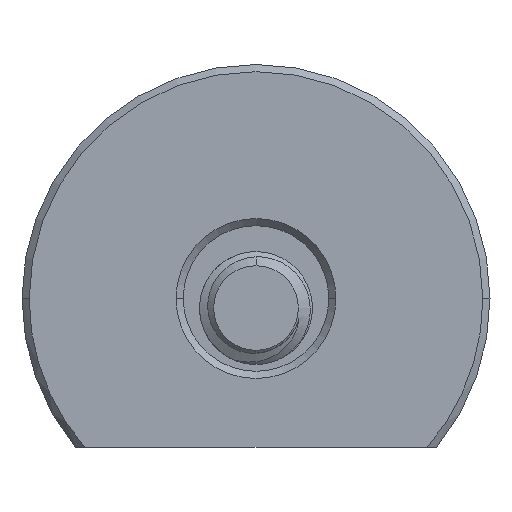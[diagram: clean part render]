
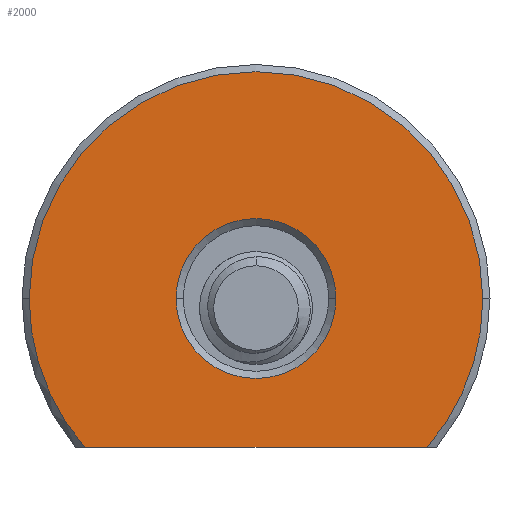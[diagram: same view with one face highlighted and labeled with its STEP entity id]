
A CAD part, front view. The second image highlights one B-rep face of the part: STEP entity #2000.
In plain terms, the highlighted face is planar.
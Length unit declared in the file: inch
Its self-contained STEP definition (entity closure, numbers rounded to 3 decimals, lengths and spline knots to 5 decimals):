
#101 = DIRECTION ( 'NONE',  ( 1., 0., 0. ) ) ;
#125 = CARTESIAN_POINT ( 'NONE',  ( 0., 0., 0.1 ) ) ;
#229 = CARTESIAN_POINT ( 'NONE',  ( -0.35816, 0.312, 0.1 ) ) ;
#246 = FACE_OUTER_BOUND ( 'NONE', #1745, .T. ) ;
#366 = VERTEX_POINT ( 'NONE', #2841 ) ;
#376 = AXIS2_PLACEMENT_3D ( 'NONE', #770, #2344, #2995 ) ;
#415 = CARTESIAN_POINT ( 'NONE',  ( 0., 0., 0.1 ) ) ;
#450 = DIRECTION ( 'NONE',  ( 0., 0., 1. ) ) ;
#614 = EDGE_LOOP ( 'NONE', ( #1644, #699 ) ) ;
#639 = ORIENTED_EDGE ( 'NONE', *, *, #3531, .T. ) ;
#662 = AXIS2_PLACEMENT_3D ( 'NONE', #3613, #3655, #1028 ) ;
#688 = EDGE_CURVE ( 'NONE', #1149, #366, #3014, .T. ) ;
#699 = ORIENTED_EDGE ( 'NONE', *, *, #2439, .T. ) ;
#770 = CARTESIAN_POINT ( 'NONE',  ( 0., 0., 0.1 ) ) ;
#783 = CIRCLE ( 'NONE', #376, 0.475 ) ;
#847 = CIRCLE ( 'NONE', #2199, 0.475 ) ;
#1028 = DIRECTION ( 'NONE',  ( 1., 0., 0. ) ) ;
#1067 = CARTESIAN_POINT ( 'NONE',  ( 0.475, 0., 0.1 ) ) ;
#1093 = DIRECTION ( 'NONE',  ( 0., 0., 1. ) ) ;
#1133 = CARTESIAN_POINT ( 'NONE',  ( 0., 0., 0.1 ) ) ;
#1149 = VERTEX_POINT ( 'NONE', #3283 ) ;
#1247 = EDGE_CURVE ( 'NONE', #3390, #2690, #2573, .T. ) ;
#1334 = CIRCLE ( 'NONE', #662, 0.475 ) ;
#1407 = AXIS2_PLACEMENT_3D ( 'NONE', #1133, #1093, #3694 ) ;
#1492 = DIRECTION ( 'NONE',  ( 1., 0., 0. ) ) ;
#1644 = ORIENTED_EDGE ( 'NONE', *, *, #688, .T. ) ;
#1745 = EDGE_LOOP ( 'NONE', ( #3919, #4022, #639, #3848 ) ) ;
#1853 = VERTEX_POINT ( 'NONE', #1067 ) ;
#1863 = FACE_BOUND ( 'NONE', #614, .T. ) ;
#1982 = AXIS2_PLACEMENT_3D ( 'NONE', #125, #450, #101 ) ;
#2000 = ADVANCED_FACE ( 'NONE', ( #1863, #246 ), #3453, .F. ) ;
#2087 = DIRECTION ( 'NONE',  ( 0., 0., -1. ) ) ;
#2173 = CARTESIAN_POINT ( 'NONE',  ( 0., 0., 0.1 ) ) ;
#2199 = AXIS2_PLACEMENT_3D ( 'NONE', #415, #2087, #3681 ) ;
#2271 = EDGE_CURVE ( 'NONE', #3390, #1853, #1334, .T. ) ;
#2344 = DIRECTION ( 'NONE',  ( 0., 0., -1. ) ) ;
#2439 = EDGE_CURVE ( 'NONE', #366, #1149, #2639, .T. ) ;
#2573 = LINE ( 'NONE', #3478, #3486 ) ;
#2639 = CIRCLE ( 'NONE', #1407, 0.1675 ) ;
#2690 = VERTEX_POINT ( 'NONE', #229 ) ;
#2841 = CARTESIAN_POINT ( 'NONE',  ( 0.1675, 0., 0.1 ) ) ;
#2995 = DIRECTION ( 'NONE',  ( 1., 0., 0. ) ) ;
#3014 = CIRCLE ( 'NONE', #1982, 0.1675 ) ;
#3141 = DIRECTION ( 'NONE',  ( 0., 0., 1. ) ) ;
#3283 = CARTESIAN_POINT ( 'NONE',  ( -0.1675, 0., 0.1 ) ) ;
#3327 = CARTESIAN_POINT ( 'NONE',  ( 0.35816, 0.312, 0.1 ) ) ;
#3390 = VERTEX_POINT ( 'NONE', #3327 ) ;
#3453 = PLANE ( 'NONE',  #3527 ) ;
#3478 = CARTESIAN_POINT ( 'NONE',  ( 0.37783, 0.312, 0.1 ) ) ;
#3486 = VECTOR ( 'NONE', #3546, 39.37008 ) ;
#3527 = AXIS2_PLACEMENT_3D ( 'NONE', #2173, #3141, #1492 ) ;
#3531 = EDGE_CURVE ( 'NONE', #1853, #3841, #847, .T. ) ;
#3534 = CARTESIAN_POINT ( 'NONE',  ( -0.475, 0., 0.1 ) ) ;
#3542 = EDGE_CURVE ( 'NONE', #3841, #2690, #783, .T. ) ;
#3546 = DIRECTION ( 'NONE',  ( -1., 0., 0. ) ) ;
#3613 = CARTESIAN_POINT ( 'NONE',  ( 0., 0., 0.1 ) ) ;
#3655 = DIRECTION ( 'NONE',  ( 0., 0., -1. ) ) ;
#3681 = DIRECTION ( 'NONE',  ( 1., 0., 0. ) ) ;
#3694 = DIRECTION ( 'NONE',  ( 1., 0., 0. ) ) ;
#3841 = VERTEX_POINT ( 'NONE', #3534 ) ;
#3848 = ORIENTED_EDGE ( 'NONE', *, *, #3542, .T. ) ;
#3919 = ORIENTED_EDGE ( 'NONE', *, *, #1247, .F. ) ;
#4022 = ORIENTED_EDGE ( 'NONE', *, *, #2271, .T. ) ;
